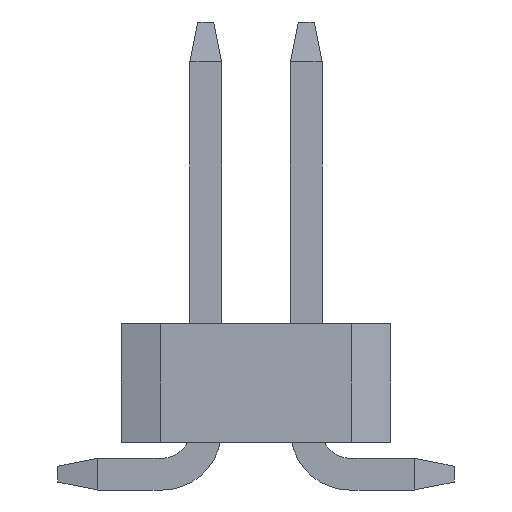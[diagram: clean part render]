
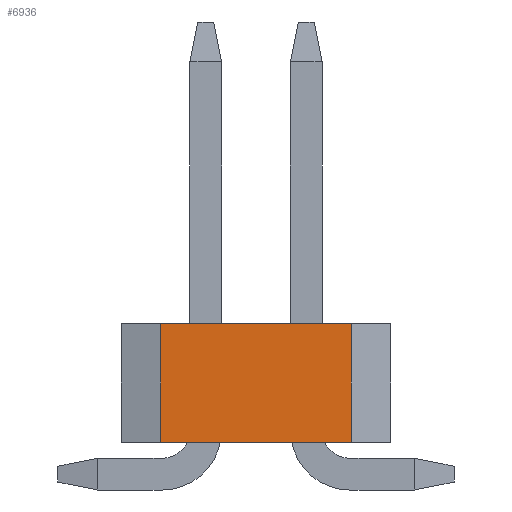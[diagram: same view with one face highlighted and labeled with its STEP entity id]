
A CAD part, front view. The second image highlights one B-rep face of the part: STEP entity #6936.
In plain terms, the highlighted face is planar.
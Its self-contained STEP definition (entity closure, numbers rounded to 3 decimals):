
#408=ORIENTED_EDGE('',*,*,#1765,.F.);
#409=ORIENTED_EDGE('',*,*,#1676,.T.);
#410=ORIENTED_EDGE('',*,*,#1766,.T.);
#411=ORIENTED_EDGE('',*,*,#1714,.T.);
#1676=EDGE_CURVE('',#2352,#2353,#2836,.T.);
#1714=EDGE_CURVE('',#2387,#2386,#2874,.T.);
#1765=EDGE_CURVE('',#2352,#2386,#2925,.T.);
#1766=EDGE_CURVE('',#2353,#2387,#2926,.T.);
#2352=VERTEX_POINT('',#9137);
#2353=VERTEX_POINT('',#9138);
#2386=VERTEX_POINT('',#9218);
#2387=VERTEX_POINT('',#9220);
#2836=LINE('',#9136,#3512);
#2874=LINE('',#9219,#3550);
#2925=LINE('',#9315,#3601);
#2926=LINE('',#9316,#3602);
#3512=VECTOR('',#7730,1000.);
#3550=VECTOR('',#7788,1000.);
#3601=VECTOR('',#7871,1000.);
#3602=VECTOR('',#7872,1000.);
#4094=EDGE_LOOP('',(#408,#409,#410,#411));
#4388=FACE_BOUND('',#4094,.T.);
#4682=PLANE('',#7227);
#6936=ADVANCED_FACE('',(#4388),#4682,.T.);
#7227=AXIS2_PLACEMENT_3D('',#9314,#7869,#7870);
#7730=DIRECTION('',(0.,0.,-1.));
#7788=DIRECTION('',(0.,0.,1.));
#7869=DIRECTION('',(1.,0.,0.));
#7870=DIRECTION('',(0.,0.,-1.));
#7871=DIRECTION('',(0.,1.,0.));
#7872=DIRECTION('',(0.,1.,0.));
#9136=CARTESIAN_POINT('',(3.175,-1.2,0.75));
#9137=CARTESIAN_POINT('',(3.175,-1.2,0.75));
#9138=CARTESIAN_POINT('',(3.175,-1.2,-0.75));
#9218=CARTESIAN_POINT('',(3.175,1.2,0.75));
#9219=CARTESIAN_POINT('',(3.175,1.2,0.75));
#9220=CARTESIAN_POINT('',(3.175,1.2,-0.75));
#9314=CARTESIAN_POINT('',(3.175,-1.7,0.75));
#9315=CARTESIAN_POINT('',(3.175,-1.7,0.75));
#9316=CARTESIAN_POINT('',(3.175,-1.7,-0.75));
